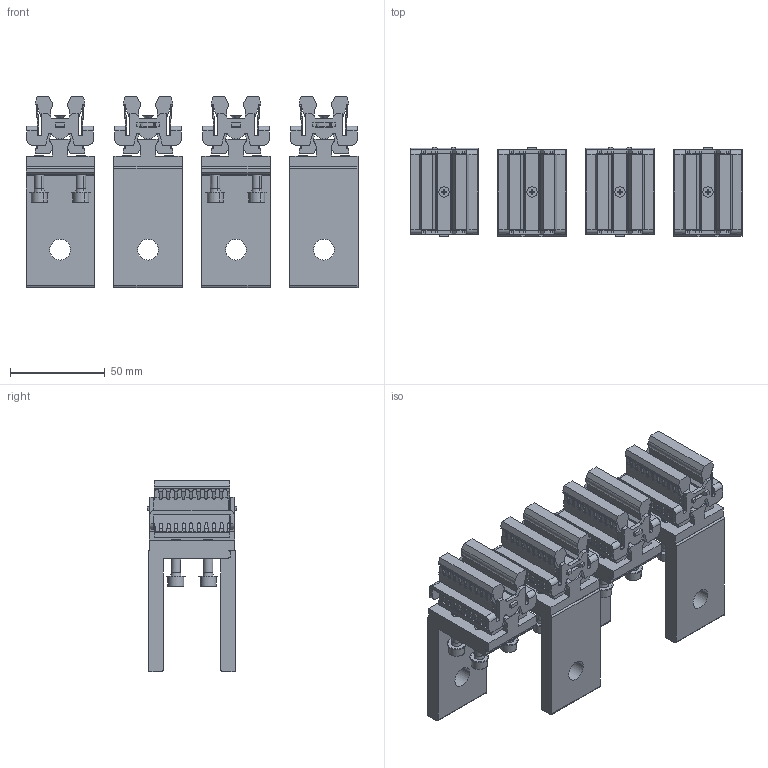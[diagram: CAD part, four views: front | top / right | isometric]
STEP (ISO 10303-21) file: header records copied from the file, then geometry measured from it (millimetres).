
FILE_DESCRIPTION((''),'2;1');
FILE_NAME('1SDH002065A1329_IGES','2019-05-27T',('ITSTCAR1'),(''),'CREO PARAMETRIC BY PTC INC, 2016050','CREO PARAMETRIC BY PTC INC, 2016050','');
FILE_SCHEMA(('AUTOMOTIVE_DESIGN { 1 0 10303 214 1 1 1 1 }'));
Products named in the file (1): 1SDH002065A1329_IGES
Bounding box: 175.5 x 47.5 x 101 mm (x, y, z)
Volume: 224242.4 mm3; surface area: 113769.6 mm2
Topology: 8 solids, 28 shells, 2776 faces, 8184 edges, 5348 vertices
Faces by surface type: plane 1432, cylinder 976, cone 248, bspline 88, torus 32
Entity records: 117972 total; most frequent: CARTESIAN_POINT 31158, ORIENTED_EDGE 16288, DIRECTION 14492, EDGE_CURVE 8144, VERTEX_POINT 5348, VECTOR 4964, LINE 4964, AXIS2_PLACEMENT_3D 4764
